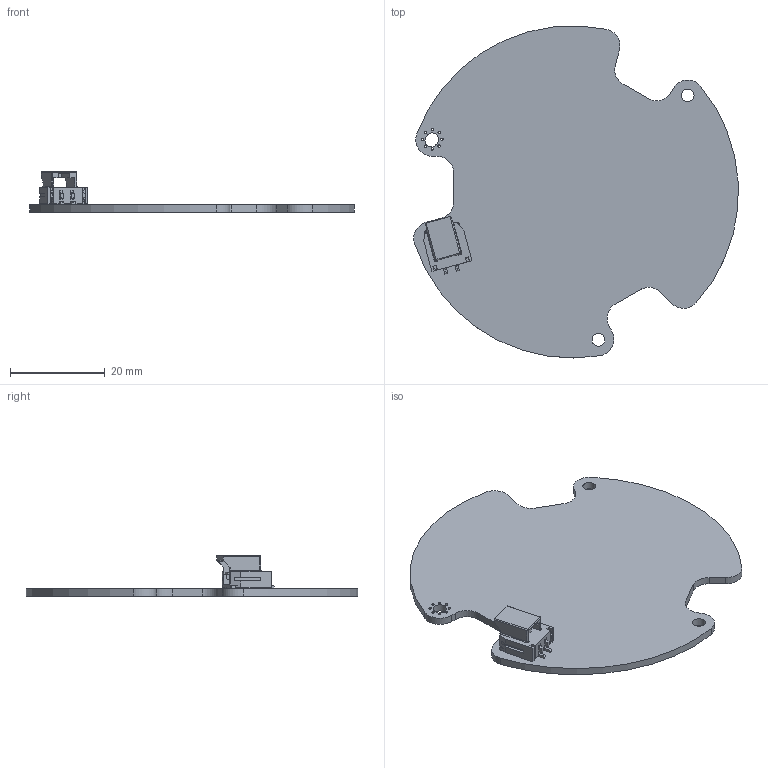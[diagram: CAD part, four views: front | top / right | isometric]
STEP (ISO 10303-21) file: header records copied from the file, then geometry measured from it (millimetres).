
FILE_DESCRIPTION(('KiCad electronic assembly'),'2;1');
FILE_NAME('EPSv1.step','2024-10-12T09:16:49',('Pcbnew'),('Kicad'), 'Open CASCADE STEP processor 7.8','KiCad to STEP converter','Unknown' );
FILE_SCHEMA(('AUTOMOTIVE_DESIGN { 1 0 10303 214 1 1 1 1 }'));
Length unit declared in the file: millimetre
Products named in the file (4): EPSv1 1; 1054302102; 1054302102_1; _autosave-EPSv1_PCB
Assembly tree (3 placements, depth 3):
  EPSv1 1
    1054302102
      1054302102_1
    _autosave-EPSv1_PCB
Bounding box: 68.39 x 69.95 x 8.51 mm (x, y, z)
Volume: 5709 mm3; surface area: 7951.1 mm2
Topology: 2 solids, 2 shells, 230 faces, 663 edges, 456 vertices
Faces by surface type: plane 158, cylinder 68, torus 2, sphere 2
Full cylindrical faces by diameter (mm): 0.5 x8, 2.7 x2
Entity records: 7620 total; most frequent: CARTESIAN_POINT 1353, ORIENTED_EDGE 1294, DIRECTION 1269, EDGE_CURVE 647, LINE 525, VECTOR 525, VERTEX_POINT 424, AXIS2_PLACEMENT_3D 372
